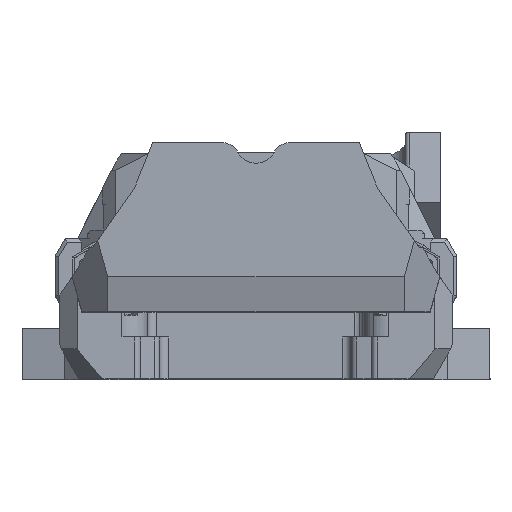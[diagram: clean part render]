
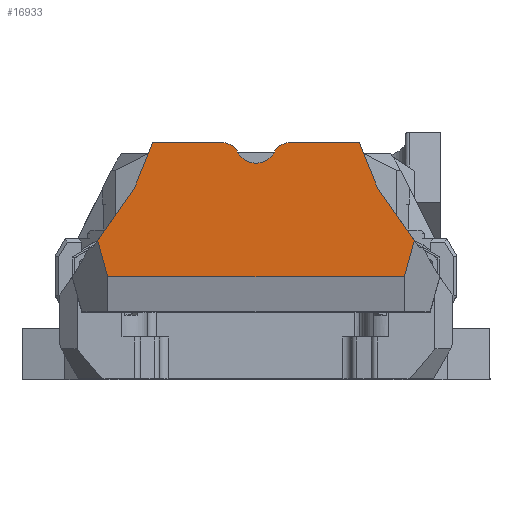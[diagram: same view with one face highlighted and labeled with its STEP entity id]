
A CAD part, top view. The second image highlights one B-rep face of the part: STEP entity #16933.
In plain terms, the highlighted planar face has unit normal (0, 0, 1).
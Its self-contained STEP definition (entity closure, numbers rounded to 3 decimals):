
#731=CIRCLE('',#17877,2.);
#734=CIRCLE('',#17881,2.4);
#736=CIRCLE('',#17885,2.);
#1596=FACE_OUTER_BOUND('',#2549,.T.);
#2549=EDGE_LOOP('',(#14574,#14575,#14576,#14577,#14578,#14579,#14580,#14581,
#14582,#14583,#14584,#14585,#14586,#14587));
#3866=LINE('',#28889,#5777);
#4240=LINE('',#31569,#6151);
#4241=LINE('',#31572,#6152);
#4244=LINE('',#31578,#6155);
#4252=LINE('',#31598,#6163);
#4255=LINE('',#31603,#6166);
#4318=LINE('',#31760,#6229);
#4321=LINE('',#31766,#6232);
#4322=LINE('',#31768,#6233);
#4324=LINE('',#31772,#6235);
#4325=LINE('',#31773,#6236);
#5777=VECTOR('',#21170,10.);
#6151=VECTOR('',#22054,10.);
#6152=VECTOR('',#22057,10.);
#6155=VECTOR('',#22062,10.);
#6163=VECTOR('',#22080,10.);
#6166=VECTOR('',#22085,10.);
#6229=VECTOR('',#22260,10.);
#6232=VECTOR('',#22265,10.);
#6233=VECTOR('',#22268,10.);
#6235=VECTOR('',#22272,10.);
#6236=VECTOR('',#22273,10.);
#7488=VERTEX_POINT('',#28849);
#7489=VERTEX_POINT('',#28850);
#7493=VERTEX_POINT('',#28860);
#7503=VERTEX_POINT('',#28884);
#7504=VERTEX_POINT('',#28888);
#7812=VERTEX_POINT('',#31557);
#7817=VERTEX_POINT('',#31567);
#7818=VERTEX_POINT('',#31571);
#7820=VERTEX_POINT('',#31577);
#7825=VERTEX_POINT('',#31592);
#7827=VERTEX_POINT('',#31596);
#7860=VERTEX_POINT('',#31758);
#7862=VERTEX_POINT('',#31764);
#7863=VERTEX_POINT('',#31771);
#9562=EDGE_CURVE('',#7488,#7489,#731,.T.);
#9568=EDGE_CURVE('',#7488,#7493,#734,.T.);
#9580=EDGE_CURVE('',#7503,#7493,#736,.T.);
#9581=EDGE_CURVE('',#7504,#7489,#3866,.F.);
#10064=EDGE_CURVE('',#7812,#7817,#4240,.T.);
#10065=EDGE_CURVE('',#7818,#7812,#4241,.T.);
#10068=EDGE_CURVE('',#7818,#7820,#4244,.T.);
#10078=EDGE_CURVE('',#7827,#7825,#4252,.T.);
#10081=EDGE_CURVE('',#7820,#7827,#4255,.F.);
#10159=EDGE_CURVE('',#7817,#7860,#4318,.F.);
#10162=EDGE_CURVE('',#7860,#7862,#4321,.T.);
#10163=EDGE_CURVE('',#7504,#7862,#4322,.T.);
#10165=EDGE_CURVE('',#7503,#7863,#4324,.F.);
#10166=EDGE_CURVE('',#7825,#7863,#4325,.T.);
#14574=ORIENTED_EDGE('',*,*,#9562,.F.);
#14575=ORIENTED_EDGE('',*,*,#9568,.T.);
#14576=ORIENTED_EDGE('',*,*,#9580,.F.);
#14577=ORIENTED_EDGE('',*,*,#10165,.T.);
#14578=ORIENTED_EDGE('',*,*,#10166,.F.);
#14579=ORIENTED_EDGE('',*,*,#10078,.F.);
#14580=ORIENTED_EDGE('',*,*,#10081,.F.);
#14581=ORIENTED_EDGE('',*,*,#10068,.F.);
#14582=ORIENTED_EDGE('',*,*,#10065,.T.);
#14583=ORIENTED_EDGE('',*,*,#10064,.T.);
#14584=ORIENTED_EDGE('',*,*,#10159,.T.);
#14585=ORIENTED_EDGE('',*,*,#10162,.T.);
#14586=ORIENTED_EDGE('',*,*,#10163,.F.);
#14587=ORIENTED_EDGE('',*,*,#9581,.T.);
#16087=PLANE('',#18208);
#16933=ADVANCED_FACE('',(#1596),#16087,.T.);
#17877=AXIS2_PLACEMENT_3D('',#28851,#21137,#21138);
#17881=AXIS2_PLACEMENT_3D('',#28862,#21148,#21149);
#17885=AXIS2_PLACEMENT_3D('',#28886,#21166,#21167);
#18208=AXIS2_PLACEMENT_3D('',#31770,#22270,#22271);
#21137=DIRECTION('center_axis',(0.,0.,-1.));
#21138=DIRECTION('ref_axis',(-0.522,0.853,0.));
#21148=DIRECTION('center_axis',(0.,0.,-1.));
#21149=DIRECTION('ref_axis',(0.,1.,0.));
#21166=DIRECTION('center_axis',(0.,0.,-1.));
#21167=DIRECTION('ref_axis',(0.522,0.853,0.));
#21170=DIRECTION('',(1.,0.,0.));
#22054=DIRECTION('',(0.266,0.964,0.));
#22057=DIRECTION('',(1.,0.,0.));
#22062=DIRECTION('',(-0.266,0.964,0.));
#22080=DIRECTION('',(0.,1.,0.));
#22085=DIRECTION('',(-0.574,-0.819,0.));
#22260=DIRECTION('',(0.574,-0.819,0.));
#22265=DIRECTION('',(0.,1.,0.));
#22268=DIRECTION('',(0.371,-0.928,0.));
#22270=DIRECTION('center_axis',(0.,0.,1.));
#22271=DIRECTION('ref_axis',(1.,0.,0.));
#22272=DIRECTION('',(1.,0.,0.));
#22273=DIRECTION('',(0.371,0.928,0.));
#28849=CARTESIAN_POINT('',(2.138,36.629,75.472));
#28850=CARTESIAN_POINT('',(3.919,37.72,75.472));
#28851=CARTESIAN_POINT('Origin',(3.919,35.72,75.472));
#28860=CARTESIAN_POINT('',(-2.138,36.629,75.472));
#28862=CARTESIAN_POINT('Origin',(0.,37.72,
75.472));
#28884=CARTESIAN_POINT('',(-3.919,37.72,75.472));
#28886=CARTESIAN_POINT('Origin',(-3.919,35.72,75.472));
#28888=CARTESIAN_POINT('',(12.078,37.72,75.472));
#28889=CARTESIAN_POINT('',(-10.6,37.72,75.472));
#31557=CARTESIAN_POINT('',(17.338,22.044,75.472));
#31567=CARTESIAN_POINT('',(18.511,26.289,75.472));
#31569=CARTESIAN_POINT('',(15.811,16.519,75.472));
#31571=CARTESIAN_POINT('',(-17.338,22.044,75.472));
#31572=CARTESIAN_POINT('',(18.396,22.044,75.472));
#31577=CARTESIAN_POINT('',(-18.511,26.289,75.472));
#31578=CARTESIAN_POINT('',(-15.811,16.519,75.472));
#31592=CARTESIAN_POINT('',(-14.148,32.544,75.472));
#31596=CARTESIAN_POINT('',(-14.148,32.52,75.472));
#31598=CARTESIAN_POINT('',(-14.148,32.52,75.472));
#31603=CARTESIAN_POINT('',(-27.62,13.281,75.472));
#31758=CARTESIAN_POINT('',(14.148,32.52,75.472));
#31760=CARTESIAN_POINT('',(27.62,13.281,75.472));
#31764=CARTESIAN_POINT('',(14.148,32.544,75.472));
#31766=CARTESIAN_POINT('',(14.148,32.52,75.472));
#31768=CARTESIAN_POINT('',(15.072,30.233,75.472));
#31770=CARTESIAN_POINT('Origin',(-21.2,10.144,75.472));
#31771=CARTESIAN_POINT('',(-12.078,37.72,75.472));
#31772=CARTESIAN_POINT('',(-10.6,37.72,75.472));
#31773=CARTESIAN_POINT('',(-17.997,22.923,75.472));
